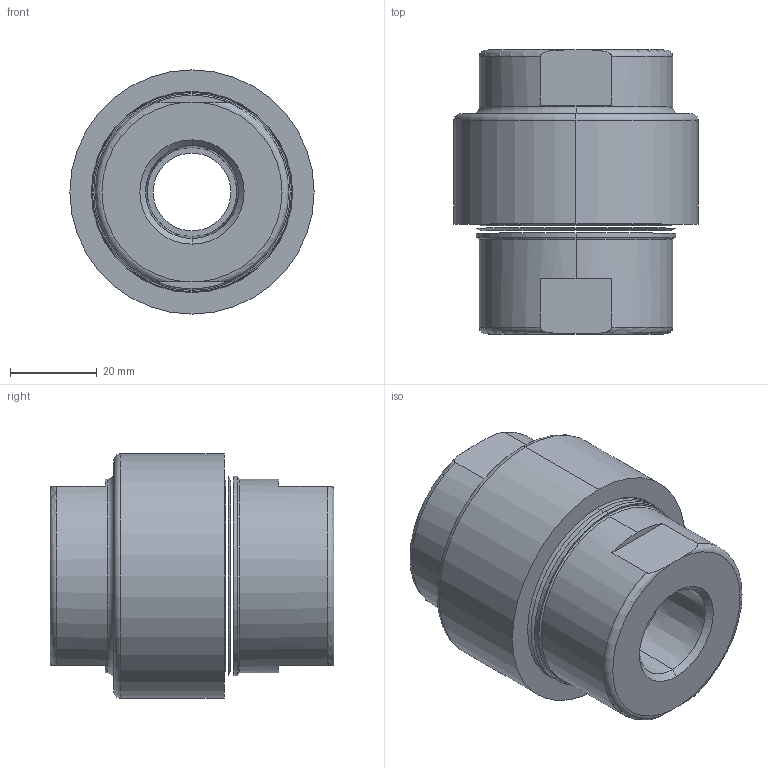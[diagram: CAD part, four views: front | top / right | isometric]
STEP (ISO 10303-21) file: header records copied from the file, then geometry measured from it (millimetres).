
FILE_DESCRIPTION (( 'STEP AP203' ), '1' );
FILE_NAME ('93TH-075-NPT.STEP', '2017-04-21T14:02:39', ( '' ), ( '' ), 'SwSTEP 2.0', 'SolidWorks 2014', '' );
FILE_SCHEMA (( 'CONFIG_CONTROL_DESIGN' ));
Length unit declared in the file: inch
Products named in the file (1): 93TH-075-NPT
Bounding box: 56.16 x 65.28 x 56.16 mm (x, y, z)
Surface area: 17221.4 mm2 (no closed solid volume)
Topology: 0 solids, 6 shells, 64 faces, 152 edges, 96 vertices
Faces by surface type: torus 18, cone 16, plane 16, cylinder 14
Entity records: 2078 total; most frequent: CARTESIAN_POINT 457, DIRECTION 372, ORIENTED_EDGE 280, AXIS2_PLACEMENT_3D 163, EDGE_CURVE 152, CIRCLE 98, VERTEX_POINT 96, EDGE_LOOP 72
